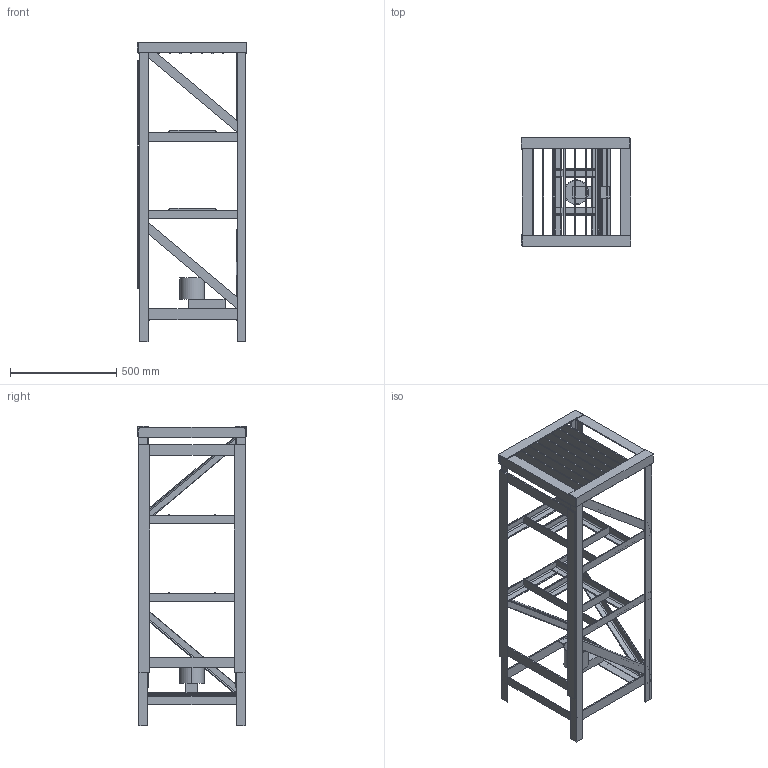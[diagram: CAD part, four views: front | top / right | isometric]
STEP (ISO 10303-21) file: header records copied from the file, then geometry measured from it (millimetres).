
FILE_DESCRIPTION (( 'STEP AP214' ), '1' );
FILE_NAME ('TestStand_Design#2.STEP', '2024-07-12T05:44:48', ( '' ), ( '' ), 'SwSTEP 2.0', 'SolidWorks 2023', '' );
FILE_SCHEMA (( 'AUTOMOTIVE_DESIGN' ));
Length unit declared in the file: millimetre
Products named in the file (16): equal angle (new zealand) as-nzs_AS-NZS 3679.1 EAN - 40x40x5x1400; LoadCell; Motor Holder; Door_straight-50x6x1073^TestStand_Design#2; equal angle (new zealand) as-nzs_AS-NZS 3679.1 EAN - 50x50x6x500; equal angle (new zealand) as-nzs_AS-NZS 3679.1 EAN - 50x50x6x512; equal angle (new zealand) as-nzs_AS-NZS 3679.1 EAN - 40x40x5x480; bottom_flat-50x6x476; equal angle (new zealand) as-nzs_AS-NZS 3679.1 EAN - 40x40x5x580; equal angle (new zealand) as-nzs_AS-NZS 3679.1 EAN - 40x40x5x214; equal angle (new zealand) as-nzs_AS-NZS 3679.1 EAN - 40x40x5x476; top_flat-50x6x500; equal angle (new zealand) as-nzs_AS-NZS 3679.1 EAN - 40x40x5x598; TestStand_Design#2; equal angle (new zealand) as-nzs_AS-NZS 3679.1 EAN - 40x40x5x490; Door_horizontal-50x6x500^TestStand_Design#2
Assembly tree (44 placements, depth 2):
  TestStand_Design#2
    equal angle (new zealand) as-nzs_AS-NZS 3679.1 EAN - 40x40x5x1400  x4
    equal angle (new zealand) as-nzs_AS-NZS 3679.1 EAN - 40x40x5x490  x6
    bottom_flat-50x6x476  x2
    equal angle (new zealand) as-nzs_AS-NZS 3679.1 EAN - 40x40x5x476
    equal angle (new zealand) as-nzs_AS-NZS 3679.1 EAN - 50x50x6x500  x2
    equal angle (new zealand) as-nzs_AS-NZS 3679.1 EAN - 50x50x6x512  x2
    top_flat-50x6x500  x7
    LoadCell
    Motor Holder
    equal angle (new zealand) as-nzs_AS-NZS 3679.1 EAN - 40x40x5x480  x4
    equal angle (new zealand) as-nzs_AS-NZS 3679.1 EAN - 40x40x5x214  x4
    Door_straight-50x6x1073^TestStand_Design#2  x2
    Door_horizontal-50x6x500^TestStand_Design#2  x2
    equal angle (new zealand) as-nzs_AS-NZS 3679.1 EAN - 40x40x5x598  x5
    equal angle (new zealand) as-nzs_AS-NZS 3679.1 EAN - 40x40x5x580
Bounding box: 518 x 512 x 1412 mm (x, y, z)
Volume: 9851239.1 mm3; surface area: 3795425.2 mm2
Topology: 44 solids, 44 shells, 410 faces, 963 edges, 642 vertices
Faces by surface type: plane 319, cylinder 91
Entity records: 4590 total; most frequent: DIRECTION 743, CARTESIAN_POINT 708, ORIENTED_EDGE 630, EDGE_CURVE 315, LINE 253, VECTOR 253, AXIS2_PLACEMENT_3D 245, VERTEX_POINT 210
